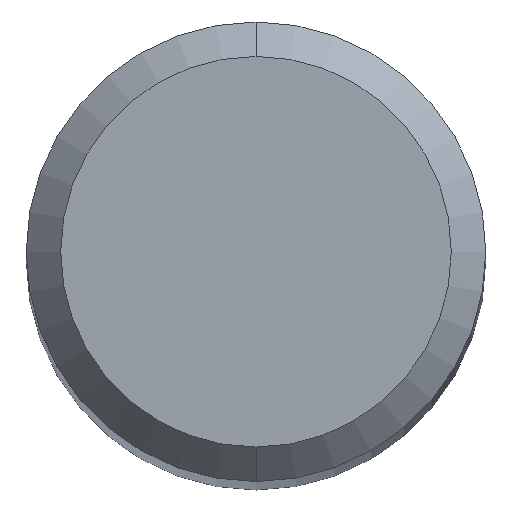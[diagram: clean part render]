
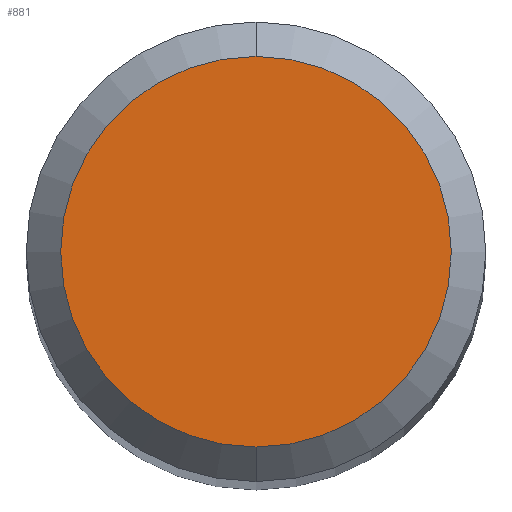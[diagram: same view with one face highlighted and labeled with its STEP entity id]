
A CAD part, top view. The second image highlights one B-rep face of the part: STEP entity #881.
In plain terms, the highlighted planar face has unit normal (0, 0, 1).
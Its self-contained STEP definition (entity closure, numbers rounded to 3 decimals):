
#547=EDGE_CURVE('',#967,#639,#1218,.T.);
#639=VERTEX_POINT('',#1314);
#881=ADVANCED_FACE('',(#1586),#1587,.T.);
#935=EDGE_CURVE('',#639,#967,#1646,.T.);
#967=VERTEX_POINT('',#1679);
#1218=CIRCLE('',#2725,1.7);
#1314=CARTESIAN_POINT('',(0.,-1.7,0.0));
#1586=FACE_OUTER_BOUND('',#4158,.T.);
#1587=PLANE('',#4159);
#1646=CIRCLE('',#4339,1.7);
#1679=CARTESIAN_POINT('',(0.0,1.7,0.0));
#2725=AXIS2_PLACEMENT_3D('',#4803,#4804,#4805);
#4158=EDGE_LOOP('',(#5179,#5180));
#4159=AXIS2_PLACEMENT_3D('',#5181,#5182,#5183);
#4339=AXIS2_PLACEMENT_3D('',#5253,#5254,#5255);
#4803=CARTESIAN_POINT('',(0.0,0.0,0.0));
#4804=DIRECTION('',(0.0,0.0,-1.0));
#4805=DIRECTION('',(0.0,1.0,0.0));
#5179=ORIENTED_EDGE('',*,*,#547,.F.);
#5180=ORIENTED_EDGE('',*,*,#935,.F.);
#5181=CARTESIAN_POINT('',(0.0,0.85,0.0));
#5182=DIRECTION('',(-0.0,0.0,1.0));
#5183=DIRECTION('',(0.0,-1.0,0.0));
#5253=CARTESIAN_POINT('',(0.0,0.0,0.0));
#5254=DIRECTION('',(0.0,0.0,-1.0));
#5255=DIRECTION('',(0.0,1.0,0.0));
